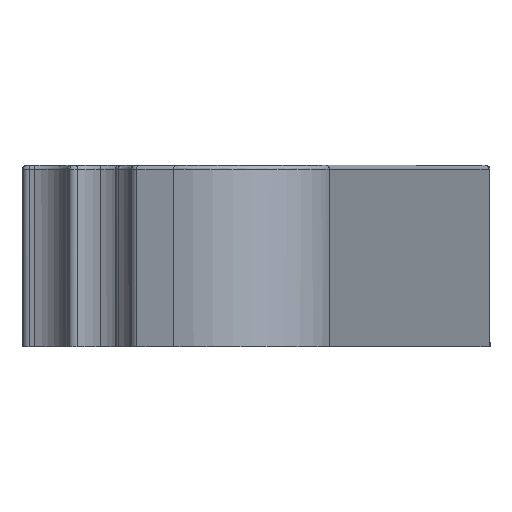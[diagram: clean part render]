
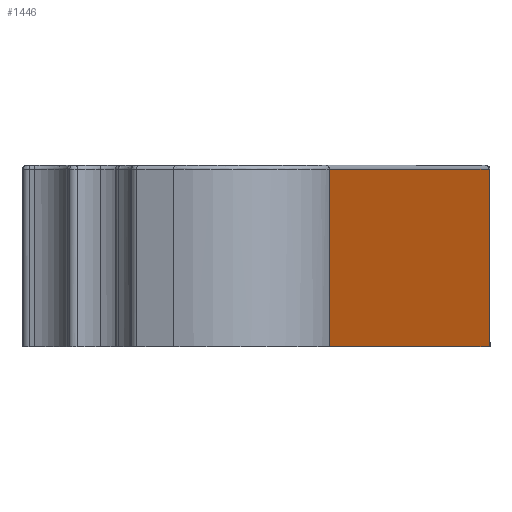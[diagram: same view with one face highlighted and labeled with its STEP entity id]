
A CAD part, front view. The second image highlights one B-rep face of the part: STEP entity #1446.
In plain terms, the highlighted planar face has unit normal (0.951, -0.309, 0).
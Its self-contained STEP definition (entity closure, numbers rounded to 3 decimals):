
#37=PLANE('',#1563);
#59=LINE('',#3927,#124);
#76=LINE('',#4483,#141);
#77=LINE('',#4487,#142);
#78=LINE('',#4488,#143);
#124=VECTOR('',#1715,10.);
#141=VECTOR('',#1766,10.);
#142=VECTOR('',#1771,10.);
#143=VECTOR('',#1772,10.);
#249=FACE_OUTER_BOUND('',#340,.T.);
#340=EDGE_LOOP('',(#1126,#1127,#1128,#1129));
#580=VERTEX_POINT('',#3243);
#610=VERTEX_POINT('',#3926);
#633=VERTEX_POINT('',#4482);
#634=VERTEX_POINT('',#4486);
#777=EDGE_CURVE('',#580,#610,#59,.T.);
#823=EDGE_CURVE('',#633,#610,#76,.T.);
#825=EDGE_CURVE('',#634,#580,#77,.T.);
#826=EDGE_CURVE('',#634,#633,#78,.T.);
#1126=ORIENTED_EDGE('',*,*,#777,.F.);
#1127=ORIENTED_EDGE('',*,*,#825,.F.);
#1128=ORIENTED_EDGE('',*,*,#826,.T.);
#1129=ORIENTED_EDGE('',*,*,#823,.T.);
#1446=ADVANCED_FACE('',(#249),#37,.T.);
#1563=AXIS2_PLACEMENT_3D('',#4485,#1769,#1770);
#1715=DIRECTION('',(0.309,0.951,0.));
#1766=DIRECTION('',(0.,0.,1.));
#1769=DIRECTION('center_axis',(0.951,-0.309,0.));
#1770=DIRECTION('ref_axis',(0.309,0.951,0.));
#1771=DIRECTION('',(0.,0.,1.));
#1772=DIRECTION('',(0.309,0.951,0.));
#3243=CARTESIAN_POINT('',(-159.602,31.568,59.4));
#3926=CARTESIAN_POINT('',(-155.648,43.731,59.4));
#3927=CARTESIAN_POINT('',(-158.439,35.146,59.4));
#4482=CARTESIAN_POINT('',(-155.648,43.731,55.));
#4483=CARTESIAN_POINT('',(-155.648,43.731,57.));
#4485=CARTESIAN_POINT('Origin',(-159.602,31.568,57.));
#4486=CARTESIAN_POINT('',(-159.602,31.568,55.));
#4487=CARTESIAN_POINT('',(-159.602,31.568,57.));
#4488=CARTESIAN_POINT('',(-158.439,35.146,55.));
